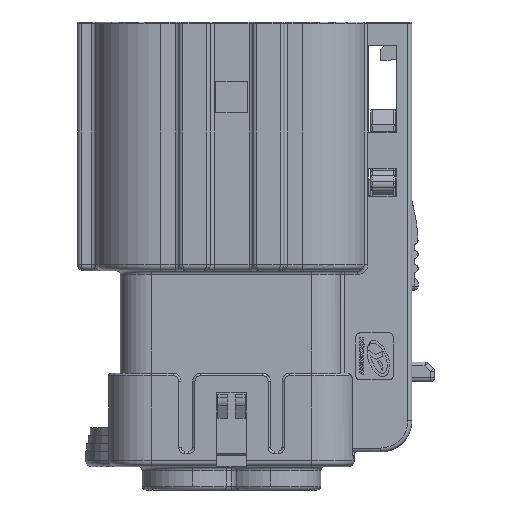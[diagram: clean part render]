
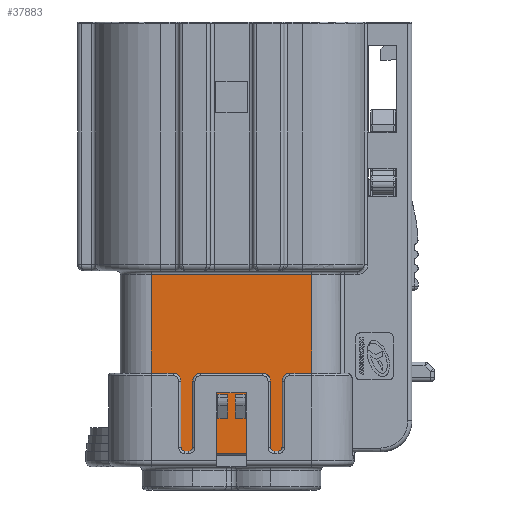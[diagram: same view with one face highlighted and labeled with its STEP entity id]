
A CAD part, front view. The second image highlights one B-rep face of the part: STEP entity #37883.
In plain terms, the highlighted planar face has unit normal (0, -1, 0).
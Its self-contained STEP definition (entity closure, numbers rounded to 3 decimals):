
#1091 = EDGE_CURVE ( 'NONE', #44462, #30380, #45694, .T. ) ;
#1622 = AXIS2_PLACEMENT_3D ( 'NONE', #69847, #5176, #50578 ) ;
#2695 = EDGE_CURVE ( 'NONE', #74217, #7958, #52592, .T. ) ;
#4065 = LINE ( 'NONE', #9404, #73026 ) ;
#5176 = DIRECTION ( 'NONE',  ( 0., 1., 0. ) ) ;
#7199 = VECTOR ( 'NONE', #40155, 1000. ) ;
#7390 = VERTEX_POINT ( 'NONE', #52555 ) ;
#7958 = VERTEX_POINT ( 'NONE', #55260 ) ;
#9404 = CARTESIAN_POINT ( 'NONE',  ( -0.5, -14.3, 50.284 ) ) ;
#10492 = CARTESIAN_POINT ( 'NONE',  ( 10.3, -14.3, 65.684 ) ) ;
#10889 = VECTOR ( 'NONE', #15711, 1000. ) ;
#12099 = ORIENTED_EDGE ( 'NONE', *, *, #50230, .T. ) ;
#12560 = DIRECTION ( 'NONE',  ( 0., 0., 1. ) ) ;
#12938 = VERTEX_POINT ( 'NONE', #68991 ) ;
#14333 = ORIENTED_EDGE ( 'NONE', *, *, #47026, .T. ) ;
#14570 = EDGE_CURVE ( 'NONE', #7390, #45593, #16075, .T. ) ;
#14667 = ORIENTED_EDGE ( 'NONE', *, *, #14570, .F. ) ;
#14879 = LINE ( 'NONE', #15874, #47358 ) ;
#15427 = EDGE_CURVE ( 'NONE', #66790, #61649, #26079, .T. ) ;
#15711 = DIRECTION ( 'NONE',  ( 0., 0., 1. ) ) ;
#15874 = CARTESIAN_POINT ( 'NONE',  ( 1.75, -14.3, 47.205 ) ) ;
#15929 = DIRECTION ( 'NONE',  ( 0., 0., -1. ) ) ;
#16075 = LINE ( 'NONE', #61844, #50614 ) ;
#19048 = CARTESIAN_POINT ( 'NONE',  ( 1.75, -14.3, 50.284 ) ) ;
#20518 = ORIENTED_EDGE ( 'NONE', *, *, #15427, .T. ) ;
#21288 = ORIENTED_EDGE ( 'NONE', *, *, #1091, .T. ) ;
#22393 = DIRECTION ( 'NONE',  ( -1., 0., 0. ) ) ;
#22513 = EDGE_CURVE ( 'NONE', #54685, #12938, #4065, .T. ) ;
#23587 = ORIENTED_EDGE ( 'NONE', *, *, #35835, .F. ) ;
#23824 = EDGE_LOOP ( 'NONE', ( #23587, #41435, #40113, #20518 ) ) ;
#24758 = VECTOR ( 'NONE', #47052, 1000. ) ;
#26079 = LINE ( 'NONE', #48041, #10889 ) ;
#26997 = VECTOR ( 'NONE', #34501, 1000. ) ;
#27179 = ORIENTED_EDGE ( 'NONE', *, *, #35976, .T. ) ;
#28017 = CARTESIAN_POINT ( 'NONE',  ( 1.75, -14.3, 47.205 ) ) ;
#28493 = FACE_OUTER_BOUND ( 'NONE', #43244, .T. ) ;
#30380 = VERTEX_POINT ( 'NONE', #10492 ) ;
#34387 = CARTESIAN_POINT ( 'NONE',  ( 10.3, -14.3, 42.684 ) ) ;
#34501 = DIRECTION ( 'NONE',  ( -1., 0., 0. ) ) ;
#35778 = CARTESIAN_POINT ( 'NONE',  ( 1.75, -14.3, 47.205 ) ) ;
#35835 = EDGE_CURVE ( 'NONE', #54685, #61649, #59244, .T. ) ;
#35976 = EDGE_CURVE ( 'NONE', #51318, #7958, #49077, .T. ) ;
#37883 = ADVANCED_FACE ( 'NONE', ( #60948, #28493, #45705 ), #44019, .F. ) ;
#40113 = ORIENTED_EDGE ( 'NONE', *, *, #77918, .T. ) ;
#40155 = DIRECTION ( 'NONE',  ( -1., 0., 0. ) ) ;
#40530 = CARTESIAN_POINT ( 'NONE',  ( 1.75, -14.3, 50.284 ) ) ;
#40627 = EDGE_LOOP ( 'NONE', ( #66791, #14333, #27179, #59746 ) ) ;
#41435 = ORIENTED_EDGE ( 'NONE', *, *, #22513, .T. ) ;
#41738 = LINE ( 'NONE', #59456, #7199 ) ;
#42197 = LINE ( 'NONE', #28017, #26997 ) ;
#43244 = EDGE_LOOP ( 'NONE', ( #21288, #76318, #14667, #12099 ) ) ;
#44019 = PLANE ( 'NONE',  #1622 ) ;
#44462 = VERTEX_POINT ( 'NONE', #77052 ) ;
#45593 = VERTEX_POINT ( 'NONE', #51273 ) ;
#45694 = LINE ( 'NONE', #70703, #72075 ) ;
#45705 = FACE_BOUND ( 'NONE', #40627, .T. ) ;
#47026 = EDGE_CURVE ( 'NONE', #83378, #51318, #14879, .T. ) ;
#47052 = DIRECTION ( 'NONE',  ( -1., 0., 0. ) ) ;
#47358 = VECTOR ( 'NONE', #22393, 1000. ) ;
#48041 = CARTESIAN_POINT ( 'NONE',  ( -1.75, -14.3, 50.284 ) ) ;
#49077 = LINE ( 'NONE', #49903, #81514 ) ;
#49903 = CARTESIAN_POINT ( 'NONE',  ( 0.5, -14.3, 50.284 ) ) ;
#50230 = EDGE_CURVE ( 'NONE', #7390, #44462, #74212, .T. ) ;
#50578 = DIRECTION ( 'NONE',  ( 0., 0., 1. ) ) ;
#50580 = VECTOR ( 'NONE', #55816, 1000. ) ;
#50614 = VECTOR ( 'NONE', #62718, 1000. ) ;
#51273 = CARTESIAN_POINT ( 'NONE',  ( -10.3, -14.3, 65.684 ) ) ;
#51318 = VERTEX_POINT ( 'NONE', #79185 ) ;
#52555 = CARTESIAN_POINT ( 'NONE',  ( -10.3, -14.3, 42.684 ) ) ;
#52592 = LINE ( 'NONE', #55539, #50580 ) ;
#54579 = CARTESIAN_POINT ( 'NONE',  ( 1.75, -14.3, 50.284 ) ) ;
#54685 = VERTEX_POINT ( 'NONE', #79908 ) ;
#55260 = CARTESIAN_POINT ( 'NONE',  ( 0.5, -14.3, 50.284 ) ) ;
#55539 = CARTESIAN_POINT ( 'NONE',  ( 1.75, -14.3, 50.284 ) ) ;
#55816 = DIRECTION ( 'NONE',  ( -1., 0., 0. ) ) ;
#56437 = DIRECTION ( 'NONE',  ( 0., 0., 1. ) ) ;
#57883 = EDGE_CURVE ( 'NONE', #83378, #74217, #79364, .T. ) ;
#57955 = DIRECTION ( 'NONE',  ( 0., 0., 1. ) ) ;
#59244 = LINE ( 'NONE', #40530, #24758 ) ;
#59456 = CARTESIAN_POINT ( 'NONE',  ( 10.3, -14.3, 65.684 ) ) ;
#59746 = ORIENTED_EDGE ( 'NONE', *, *, #2695, .F. ) ;
#60948 = FACE_BOUND ( 'NONE', #23824, .T. ) ;
#61649 = VERTEX_POINT ( 'NONE', #70284 ) ;
#61844 = CARTESIAN_POINT ( 'NONE',  ( -10.3, -14.3, 42.384 ) ) ;
#62230 = VECTOR ( 'NONE', #12560, 1000. ) ;
#62718 = DIRECTION ( 'NONE',  ( 0., 0., 1. ) ) ;
#66790 = VERTEX_POINT ( 'NONE', #72739 ) ;
#66791 = ORIENTED_EDGE ( 'NONE', *, *, #57883, .F. ) ;
#68991 = CARTESIAN_POINT ( 'NONE',  ( -0.5, -14.3, 47.205 ) ) ;
#69847 = CARTESIAN_POINT ( 'NONE',  ( 10.3, -14.3, 42.384 ) ) ;
#70284 = CARTESIAN_POINT ( 'NONE',  ( -1.75, -14.3, 50.284 ) ) ;
#70703 = CARTESIAN_POINT ( 'NONE',  ( 10.3, -14.3, 42.384 ) ) ;
#72075 = VECTOR ( 'NONE', #57955, 1000. ) ;
#72739 = CARTESIAN_POINT ( 'NONE',  ( -1.75, -14.3, 47.205 ) ) ;
#73026 = VECTOR ( 'NONE', #15929, 1000. ) ;
#74212 = LINE ( 'NONE', #34387, #76242 ) ;
#74217 = VERTEX_POINT ( 'NONE', #54579 ) ;
#76242 = VECTOR ( 'NONE', #79732, 1000. ) ;
#76318 = ORIENTED_EDGE ( 'NONE', *, *, #81927, .T. ) ;
#77052 = CARTESIAN_POINT ( 'NONE',  ( 10.3, -14.3, 42.684 ) ) ;
#77918 = EDGE_CURVE ( 'NONE', #12938, #66790, #42197, .T. ) ;
#79185 = CARTESIAN_POINT ( 'NONE',  ( 0.5, -14.3, 47.205 ) ) ;
#79364 = LINE ( 'NONE', #19048, #62230 ) ;
#79732 = DIRECTION ( 'NONE',  ( 1., 0., 0. ) ) ;
#79908 = CARTESIAN_POINT ( 'NONE',  ( -0.5, -14.3, 50.284 ) ) ;
#81514 = VECTOR ( 'NONE', #56437, 1000. ) ;
#81927 = EDGE_CURVE ( 'NONE', #30380, #45593, #41738, .T. ) ;
#83378 = VERTEX_POINT ( 'NONE', #35778 ) ;
